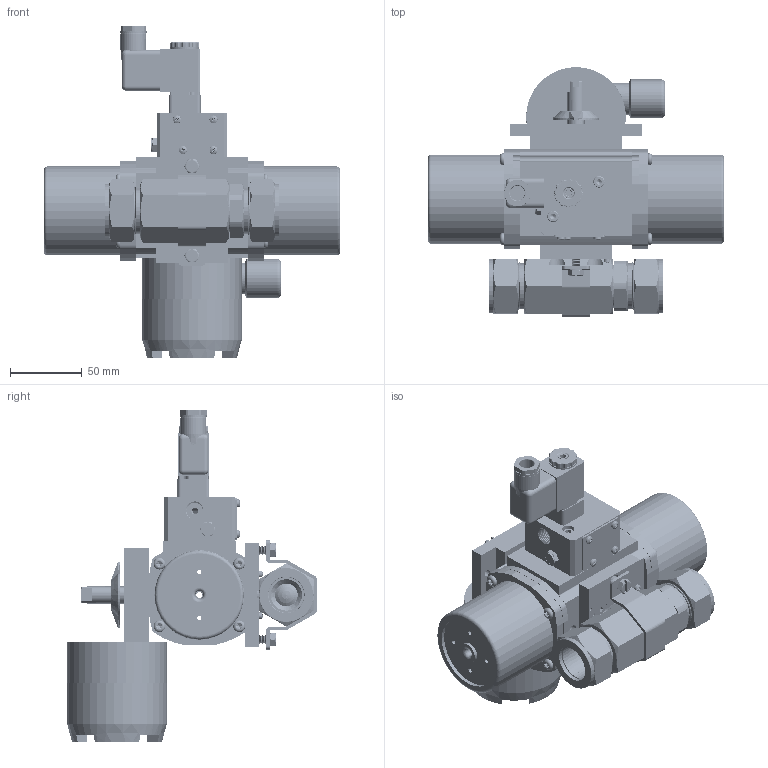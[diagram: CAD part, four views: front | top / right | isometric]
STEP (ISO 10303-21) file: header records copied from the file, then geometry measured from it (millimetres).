
FILE_DESCRIPTION (( 'STEP AP203' ), '1' );
FILE_NAME ('8206XXC16A512SR3GPDSLS.step', '2018-04-30T17:36:19', ( '' ), ( '' ), 'SwSTEP 2.0', 'SolidWorks 2017', '' );
FILE_SCHEMA (( 'CONFIG_CONTROL_DESIGN' ));
Length unit declared in the file: inch
Products named in the file (1): 8206XXC16A512SR3GPDSLS
Bounding box: 206.38 x 173.95 x 231.11 mm (x, y, z)
Volume: 831711 mm3; surface area: 355787.5 mm2
Topology: 70 solids, 70 shells, 5650 faces, 14749 edges, 9253 vertices
Faces by surface type: cylinder 2806, cone 1563, plane 924, torus 190, bspline 149, sphere 18
Entity records: 222370 total; most frequent: CARTESIAN_POINT 88837, ORIENTED_EDGE 29170, DIRECTION 28025, EDGE_CURVE 14585, AXIS2_PLACEMENT_3D 11264, VERTEX_POINT 9249, EDGE_LOOP 6082, CIRCLE 5762
